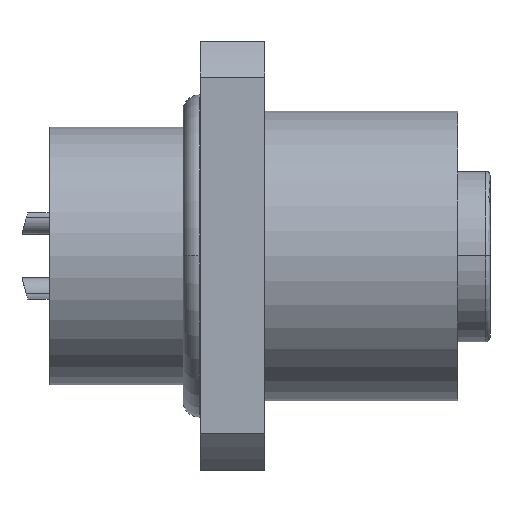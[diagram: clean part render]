
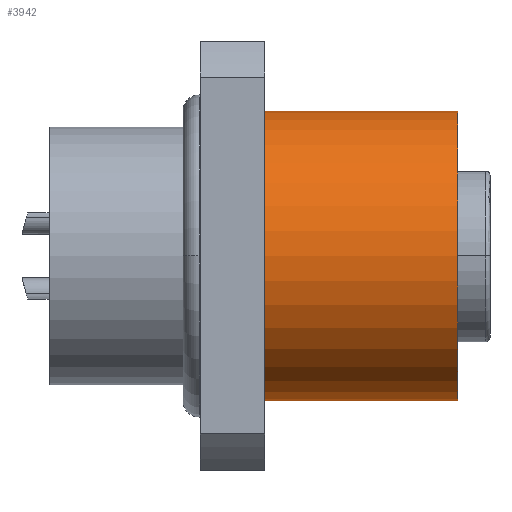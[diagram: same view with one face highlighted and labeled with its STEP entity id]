
A CAD part, top view. The second image highlights one B-rep face of the part: STEP entity #3942.
In plain terms, the highlighted cylindrical face has radius 6.75 mm (diameter 13.5 mm), a partial arc.
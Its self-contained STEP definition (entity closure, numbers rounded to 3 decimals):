
#404 = ORIENTED_EDGE ( 'NONE', *, *, #6254, .T. ) ;
#713 = CARTESIAN_POINT ( 'NONE',  ( 3., 6.75, 0. ) ) ;
#716 = CARTESIAN_POINT ( 'NONE',  ( -33.51, -6.75, 0. ) ) ;
#1246 = DIRECTION ( 'NONE',  ( -1., 0., 0. ) ) ;
#1259 = VERTEX_POINT ( 'NONE', #713 ) ;
#1858 = CARTESIAN_POINT ( 'NONE',  ( 3., -6.75, 0. ) ) ;
#1893 = LINE ( 'NONE', #2749, #1989 ) ;
#1989 = VECTOR ( 'NONE', #5956, 1000. ) ;
#1996 = CARTESIAN_POINT ( 'NONE',  ( 12., 0., 0. ) ) ;
#2135 = DIRECTION ( 'NONE',  ( 0., -1., 0. ) ) ;
#2749 = CARTESIAN_POINT ( 'NONE',  ( -33.51, 6.75, 0. ) ) ;
#2890 = VERTEX_POINT ( 'NONE', #4787 ) ;
#3152 = AXIS2_PLACEMENT_3D ( 'NONE', #3939, #10097, #5410 ) ;
#3337 = EDGE_CURVE ( 'NONE', #8604, #1259, #6849, .T. ) ;
#3939 = CARTESIAN_POINT ( 'NONE',  ( -33.51, 0., 0. ) ) ;
#3942 = ADVANCED_FACE ( 'NONE', ( #5361 ), #8669, .T. ) ;
#4364 = AXIS2_PLACEMENT_3D ( 'NONE', #1996, #1246, #7485 ) ;
#4366 = VERTEX_POINT ( 'NONE', #5401 ) ;
#4787 = CARTESIAN_POINT ( 'NONE',  ( 12., -6.75, 0. ) ) ;
#4874 = ORIENTED_EDGE ( 'NONE', *, *, #9923, .F. ) ;
#5361 = FACE_OUTER_BOUND ( 'NONE', #8679, .T. ) ;
#5401 = CARTESIAN_POINT ( 'NONE',  ( 12., 6.75, 0. ) ) ;
#5410 = DIRECTION ( 'NONE',  ( 0., -1., 0. ) ) ;
#5585 = DIRECTION ( 'NONE',  ( -1., 0., 0. ) ) ;
#5956 = DIRECTION ( 'NONE',  ( -1., 0., 0. ) ) ;
#6160 = AXIS2_PLACEMENT_3D ( 'NONE', #9361, #9461, #2135 ) ;
#6254 = EDGE_CURVE ( 'NONE', #2890, #4366, #9212, .T. ) ;
#6417 = LINE ( 'NONE', #716, #9854 ) ;
#6590 = ORIENTED_EDGE ( 'NONE', *, *, #7588, .T. ) ;
#6849 = CIRCLE ( 'NONE', #6160, 6.75 ) ;
#7234 = ORIENTED_EDGE ( 'NONE', *, *, #3337, .F. ) ;
#7485 = DIRECTION ( 'NONE',  ( 0., -1., 0. ) ) ;
#7588 = EDGE_CURVE ( 'NONE', #4366, #1259, #1893, .T. ) ;
#8604 = VERTEX_POINT ( 'NONE', #1858 ) ;
#8669 = CYLINDRICAL_SURFACE ( 'NONE', #3152, 6.75 ) ;
#8679 = EDGE_LOOP ( 'NONE', ( #404, #6590, #7234, #4874 ) ) ;
#9212 = CIRCLE ( 'NONE', #4364, 6.75 ) ;
#9361 = CARTESIAN_POINT ( 'NONE',  ( 3., 0., 0. ) ) ;
#9461 = DIRECTION ( 'NONE',  ( -1., 0., 0. ) ) ;
#9854 = VECTOR ( 'NONE', #5585, 1000. ) ;
#9923 = EDGE_CURVE ( 'NONE', #2890, #8604, #6417, .T. ) ;
#10097 = DIRECTION ( 'NONE',  ( -1., 0., 0. ) ) ;
